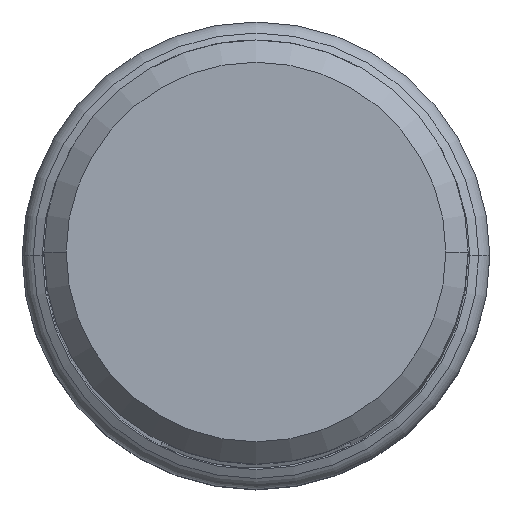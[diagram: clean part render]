
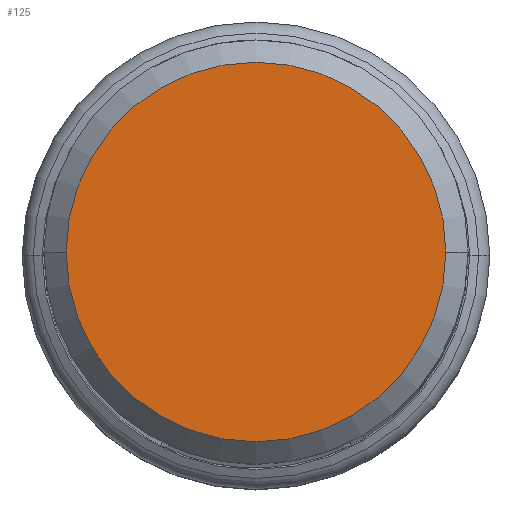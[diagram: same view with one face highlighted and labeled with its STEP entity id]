
A CAD part, top view. The second image highlights one B-rep face of the part: STEP entity #125.
In plain terms, the highlighted planar face has unit normal (0, 0, 1).
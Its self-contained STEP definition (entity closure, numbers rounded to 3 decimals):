
#41=PLANE('',#501);
#125=ADVANCED_FACE('',(#153),#41,.F.);
#153=FACE_OUTER_BOUND('',#185,.T.);
#185=EDGE_LOOP('',(#266,#267));
#266=ORIENTED_EDGE('',*,*,#393,.T.);
#267=ORIENTED_EDGE('',*,*,#358,.T.);
#321=VERTEX_POINT('',#693);
#322=VERTEX_POINT('',#694);
#358=EDGE_CURVE('',#321,#322,#413,.T.);
#393=EDGE_CURVE('',#322,#321,#426,.T.);
#413=CIRCLE('',#478,8.525);
#426=CIRCLE('',#500,8.525);
#478=AXIS2_PLACEMENT_3D('',#692,#556,#557);
#500=AXIS2_PLACEMENT_3D('',#773,#618,#619);
#501=AXIS2_PLACEMENT_3D('',#774,#620,#621);
#556=DIRECTION('',(0.,0.,1.));
#557=DIRECTION('',(-1.,0.,0.));
#618=DIRECTION('',(0.,0.,1.));
#619=DIRECTION('',(-1.,0.,0.));
#620=DIRECTION('',(0.,0.,-1.));
#621=DIRECTION('',(1.,0.,0.));
#692=CARTESIAN_POINT('',(0.,0.,0.));
#693=CARTESIAN_POINT('',(8.525,0.,0.));
#694=CARTESIAN_POINT('',(-8.525,0.,0.));
#773=CARTESIAN_POINT('',(0.,0.,0.));
#774=CARTESIAN_POINT('',(0.,9.525,0.));
